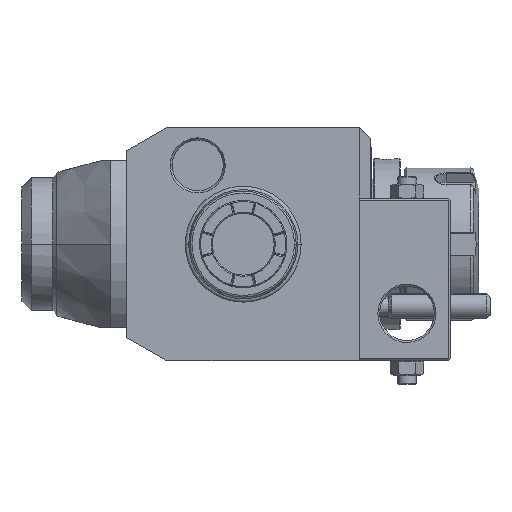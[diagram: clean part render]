
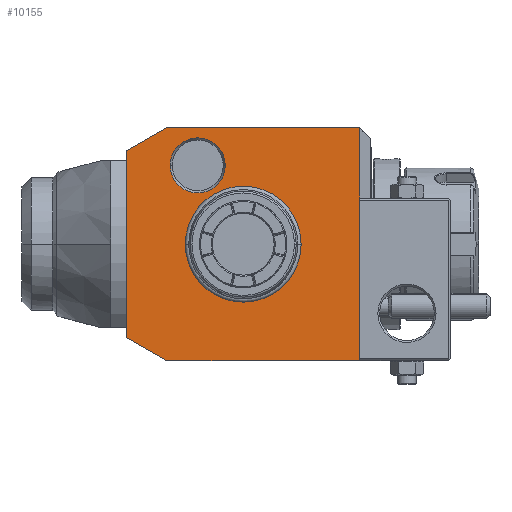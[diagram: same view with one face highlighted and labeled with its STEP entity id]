
A CAD part, front view. The second image highlights one B-rep face of the part: STEP entity #10155.
In plain terms, the highlighted planar face has unit normal (0, -1, 0).
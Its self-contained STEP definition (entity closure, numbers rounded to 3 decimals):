
#1=DIRECTION('',(-0.866,0.,-0.5));
#2=VECTOR('',#1,12.702);
#3=CARTESIAN_POINT('',(-21.,0.,32.));
#4=LINE('',#3,#2);
#5=DIRECTION('',(-1.,0.,0.));
#6=VECTOR('',#5,53.);
#7=CARTESIAN_POINT('',(32.,0.,32.));
#8=LINE('',#7,#6);
#9=DIRECTION('',(0.,0.,1.));
#10=VECTOR('',#9,64.);
#11=CARTESIAN_POINT('',(32.,0.,-32.));
#12=LINE('',#11,#10);
#13=DIRECTION('',(1.,0.,0.));
#14=VECTOR('',#13,53.);
#15=CARTESIAN_POINT('',(-21.,0.,-32.));
#16=LINE('',#15,#14);
#17=DIRECTION('',(0.866,0.,-0.5));
#18=VECTOR('',#17,12.702);
#19=CARTESIAN_POINT('',(-32.,0.,-25.649));
#20=LINE('',#19,#18);
#21=DIRECTION('',(0.,0.,-1.));
#22=VECTOR('',#21,51.298);
#23=CARTESIAN_POINT('',(-32.,0.,25.649));
#24=LINE('',#23,#22);
#25=CARTESIAN_POINT('',(-12.5,0.,21.651));
#26=DIRECTION('',(0.,1.,0.));
#27=DIRECTION('',(1.,0.,0.));
#28=AXIS2_PLACEMENT_3D('',#25,#26,#27);
#30=CARTESIAN_POINT('',(-12.5,0.,21.651));
#31=DIRECTION('',(0.,1.,0.));
#32=DIRECTION('',(-1.,0.,0.));
#33=AXIS2_PLACEMENT_3D('',#30,#31,#32);
#6981=CARTESIAN_POINT('',(0.,0.,0.));
#6982=DIRECTION('',(0.,-1.,0.));
#6983=DIRECTION('',(1.,0.,0.));
#6984=AXIS2_PLACEMENT_3D('',#6981,#6982,#6983);
#6986=CARTESIAN_POINT('',(0.,0.,0.));
#6987=DIRECTION('',(0.,-1.,0.));
#6988=DIRECTION('',(-1.,0.,0.));
#6989=AXIS2_PLACEMENT_3D('',#6986,#6987,#6988);
#9043=CARTESIAN_POINT('',(-4.923,0.,
21.651));
#9044=CARTESIAN_POINT('',(-20.077,0.,
21.651));
#9045=VERTEX_POINT('',#9043);
#9046=VERTEX_POINT('',#9044);
#9946=CARTESIAN_POINT('',(-21.,0.,32.));
#9947=CARTESIAN_POINT('',(-32.,0.,25.649));
#9948=VERTEX_POINT('',#9946);
#9949=VERTEX_POINT('',#9947);
#9950=CARTESIAN_POINT('',(-32.,0.,-25.649));
#9951=VERTEX_POINT('',#9950);
#9952=CARTESIAN_POINT('',(-21.,0.,-32.));
#9953=VERTEX_POINT('',#9952);
#9954=CARTESIAN_POINT('',(32.,0.,-32.));
#9955=VERTEX_POINT('',#9954);
#9956=CARTESIAN_POINT('',(32.,0.,32.));
#9957=VERTEX_POINT('',#9956);
#9978=CARTESIAN_POINT('',(15.783,0.,0.));
#9979=CARTESIAN_POINT('',(-15.783,0.,0.));
#9980=VERTEX_POINT('',#9978);
#9981=VERTEX_POINT('',#9979);
#10124=CARTESIAN_POINT('',(0.,0.,0.));
#10125=DIRECTION('',(0.,-1.,0.));
#10126=DIRECTION('',(-1.,0.,0.));
#10127=AXIS2_PLACEMENT_3D('',#10124,#10125,#10126);
#10128=PLANE('',#10127);
#10130=ORIENTED_EDGE('',*,*,#10129,.F.);
#10132=ORIENTED_EDGE('',*,*,#10131,.F.);
#10134=ORIENTED_EDGE('',*,*,#10133,.F.);
#10136=ORIENTED_EDGE('',*,*,#10135,.F.);
#10138=ORIENTED_EDGE('',*,*,#10137,.F.);
#10140=ORIENTED_EDGE('',*,*,#10139,.F.);
#10141=EDGE_LOOP('',(#10130,#10132,#10134,#10136,#10138,#10140));
#10142=FACE_OUTER_BOUND('',#10141,.F.);
#10144=ORIENTED_EDGE('',*,*,#10143,.T.);
#10146=ORIENTED_EDGE('',*,*,#10145,.T.);
#10147=EDGE_LOOP('',(#10144,#10146));
#10148=FACE_BOUND('',#10147,.F.);
#10150=ORIENTED_EDGE('',*,*,#10149,.F.);
#10152=ORIENTED_EDGE('',*,*,#10151,.F.);
#10153=EDGE_LOOP('',(#10150,#10152));
#10154=FACE_BOUND('',#10153,.F.);
#29=CIRCLE('',#28,7.577);
#34=CIRCLE('',#33,7.577);
#6985=CIRCLE('',#6984,15.783);
#6990=CIRCLE('',#6989,15.783);
#10129=EDGE_CURVE('',#9948,#9949,#4,.T.);
#10131=EDGE_CURVE('',#9957,#9948,#8,.T.);
#10133=EDGE_CURVE('',#9955,#9957,#12,.T.);
#10135=EDGE_CURVE('',#9953,#9955,#16,.T.);
#10137=EDGE_CURVE('',#9951,#9953,#20,.T.);
#10139=EDGE_CURVE('',#9949,#9951,#24,.T.);
#10143=EDGE_CURVE('',#9980,#9981,#6985,.T.);
#10145=EDGE_CURVE('',#9981,#9980,#6990,.T.);
#10149=EDGE_CURVE('',#9045,#9046,#29,.T.);
#10151=EDGE_CURVE('',#9046,#9045,#34,.T.);
#10155=ADVANCED_FACE('',(#10142,#10148,#10154),#10128,.T.);
